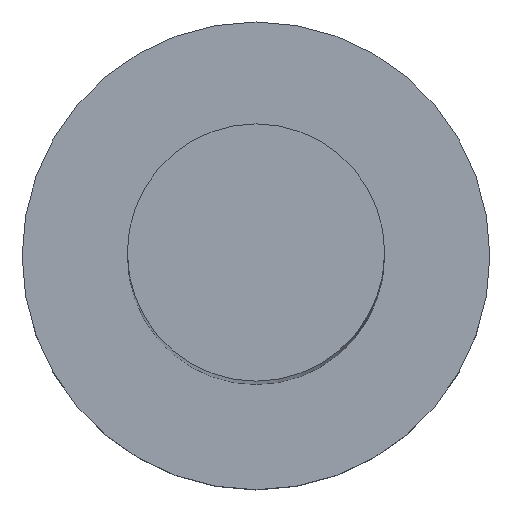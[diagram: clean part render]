
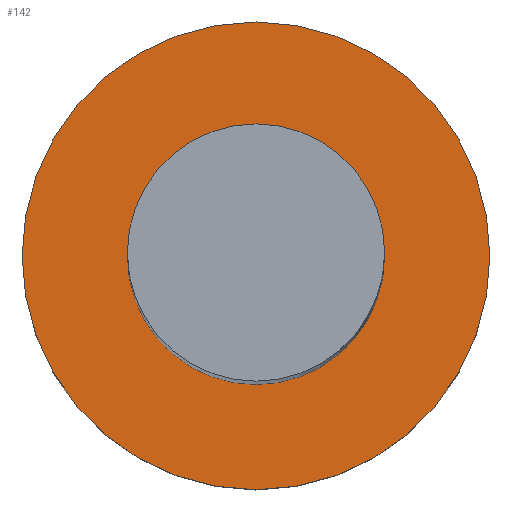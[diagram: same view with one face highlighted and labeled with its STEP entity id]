
A CAD part, top view. The second image highlights one B-rep face of the part: STEP entity #142.
In plain terms, the highlighted planar face has unit normal (0, 0, 1).
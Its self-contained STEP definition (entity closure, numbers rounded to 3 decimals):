
#2 = DIRECTION ( 'NONE',  ( 1., 0., 0. ) ) ;
#6 = AXIS2_PLACEMENT_3D ( 'NONE', #227, #77, #2 ) ;
#7 = DIRECTION ( 'NONE',  ( 0., 0., 1. ) ) ;
#10 = EDGE_CURVE ( 'NONE', #155, #140, #50, .T. ) ;
#12 = EDGE_LOOP ( 'NONE', ( #17, #14 ) ) ;
#14 = ORIENTED_EDGE ( 'NONE', *, *, #69, .T. ) ;
#17 = ORIENTED_EDGE ( 'NONE', *, *, #214, .T. ) ;
#39 = DIRECTION ( 'NONE',  ( 0., 0., 1. ) ) ;
#43 = DIRECTION ( 'NONE',  ( 1., 0., 0. ) ) ;
#48 = CARTESIAN_POINT ( 'NONE',  ( -2.75, 0., 3. ) ) ;
#50 = CIRCLE ( 'NONE', #71, 2.75 ) ;
#67 = AXIS2_PLACEMENT_3D ( 'NONE', #184, #82, #43 ) ;
#69 = EDGE_CURVE ( 'NONE', #216, #236, #209, .T. ) ;
#71 = AXIS2_PLACEMENT_3D ( 'NONE', #240, #7, #109 ) ;
#74 = ORIENTED_EDGE ( 'NONE', *, *, #10, .F. ) ;
#77 = DIRECTION ( 'NONE',  ( 0., 0., 1. ) ) ;
#82 = DIRECTION ( 'NONE',  ( 0., 0., 1. ) ) ;
#90 = ORIENTED_EDGE ( 'NONE', *, *, #122, .F. ) ;
#98 = DIRECTION ( 'NONE',  ( 1., 0., 0. ) ) ;
#99 = FACE_OUTER_BOUND ( 'NONE', #12, .T. ) ;
#107 = CARTESIAN_POINT ( 'NONE',  ( 0., 0., 3. ) ) ;
#109 = DIRECTION ( 'NONE',  ( 1., 0., 0. ) ) ;
#110 = CARTESIAN_POINT ( 'NONE',  ( 0., 0., 3. ) ) ;
#122 = EDGE_CURVE ( 'NONE', #140, #155, #186, .T. ) ;
#128 = FACE_BOUND ( 'NONE', #173, .T. ) ;
#130 = CARTESIAN_POINT ( 'NONE',  ( -5., 0., 3. ) ) ;
#133 = PLANE ( 'NONE',  #190 ) ;
#140 = VERTEX_POINT ( 'NONE', #48 ) ;
#142 = ADVANCED_FACE ( 'NONE', ( #128, #99 ), #133, .T. ) ;
#152 = CIRCLE ( 'NONE', #230, 5. ) ;
#155 = VERTEX_POINT ( 'NONE', #212 ) ;
#162 = CARTESIAN_POINT ( 'NONE',  ( 5., 0., 3. ) ) ;
#173 = EDGE_LOOP ( 'NONE', ( #90, #74 ) ) ;
#184 = CARTESIAN_POINT ( 'NONE',  ( 0., 0., 3. ) ) ;
#185 = DIRECTION ( 'NONE',  ( 1., 0., 0. ) ) ;
#186 = CIRCLE ( 'NONE', #67, 2.75 ) ;
#189 = DIRECTION ( 'NONE',  ( 0., 0., 1. ) ) ;
#190 = AXIS2_PLACEMENT_3D ( 'NONE', #107, #39, #185 ) ;
#209 = CIRCLE ( 'NONE', #6, 5. ) ;
#212 = CARTESIAN_POINT ( 'NONE',  ( 2.75, 0., 3. ) ) ;
#214 = EDGE_CURVE ( 'NONE', #236, #216, #152, .T. ) ;
#216 = VERTEX_POINT ( 'NONE', #162 ) ;
#227 = CARTESIAN_POINT ( 'NONE',  ( 0., 0., 3. ) ) ;
#230 = AXIS2_PLACEMENT_3D ( 'NONE', #110, #189, #98 ) ;
#236 = VERTEX_POINT ( 'NONE', #130 ) ;
#240 = CARTESIAN_POINT ( 'NONE',  ( 0., 0., 3. ) ) ;
